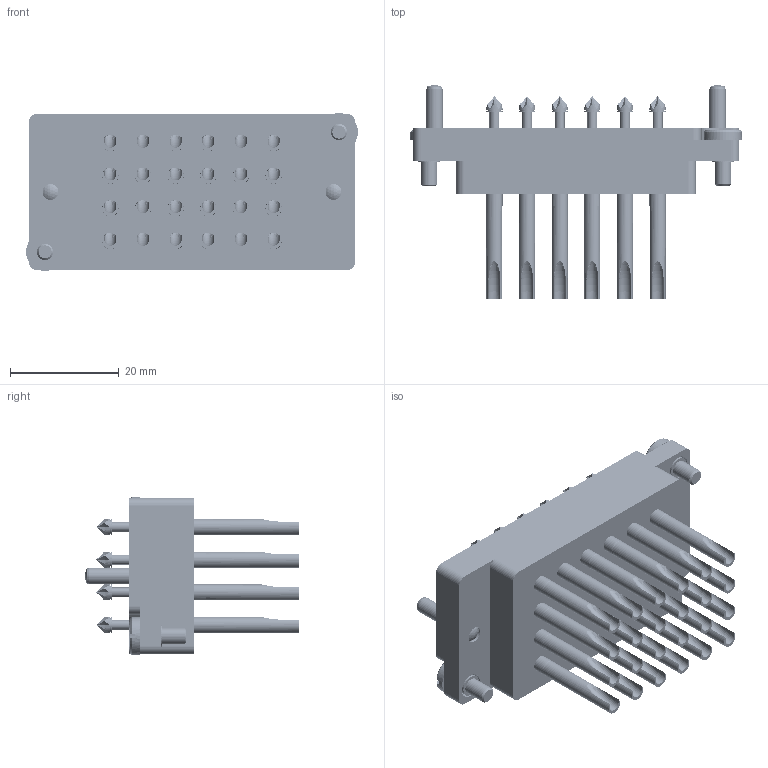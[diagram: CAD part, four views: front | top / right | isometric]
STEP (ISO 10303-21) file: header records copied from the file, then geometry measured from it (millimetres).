
FILE_DESCRIPTION (( 'STEP AP203' ), '1' );
FILE_NAME ('INGUN_38699.STEP', '2023-05-10T09:42:32', ( '' ), ( '' ), 'SwSTEP 2.0', 'SolidWorks 2021', '' );
FILE_SCHEMA (( 'CONFIG_CONTROL_DESIGN' ));
Length unit declared in the file: millimetre
Products named in the file (8): 38763~3; DIN6325~n_03,0m6x014; KS-113-Master__ADA~ks_KS-113 30 M2-R; DIN923~n_M03x04-A2; HSS-120-0081__ADA~hss_S; INGUN_38699; 38763~3_S; INFO_4641~0_SBP-T_Kontaktierung-Seite<S>
Assembly tree (55 placements, depth 3):
  INGUN_38699
    38763~3_S
      38763~3
      INFO_4641~0_SBP-T_Kontaktierung-Seite<S>
    KS-113-Master__ADA~ks_KS-113 30 M2-R  x24
    HSS-120-0081__ADA~hss_S  x24
    DIN923~n_M03x04-A2  x2
    DIN6325~n_03,0m6x014  x2
Bounding box: 61 x 39.3 x 29 mm (x, y, z)
Volume: 19791.2 mm3; surface area: 20590.4 mm2
Topology: 117 solids, 117 shells, 8407 faces, 19758 edges, 11786 vertices
Faces by surface type: plane 5997, cylinder 1702, bspline 374, torus 168, cone 158, sphere 8
Entity records: 27258 total; most frequent: CARTESIAN_POINT 9116, ORIENTED_EDGE 3332, DIRECTION 3234, EDGE_CURVE 1666, AXIS2_PLACEMENT_3D 1130, VERTEX_POINT 1052, LINE 974, VECTOR 974
